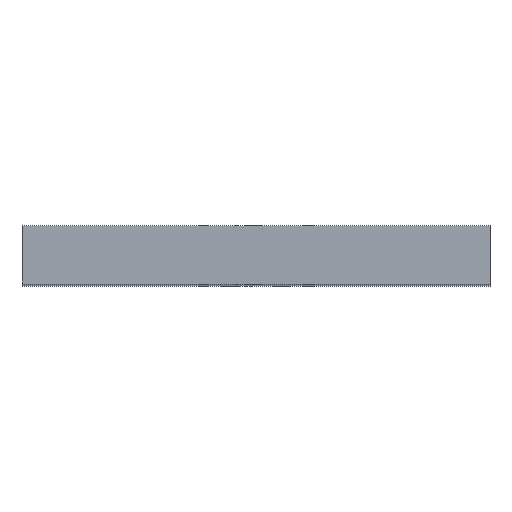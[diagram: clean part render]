
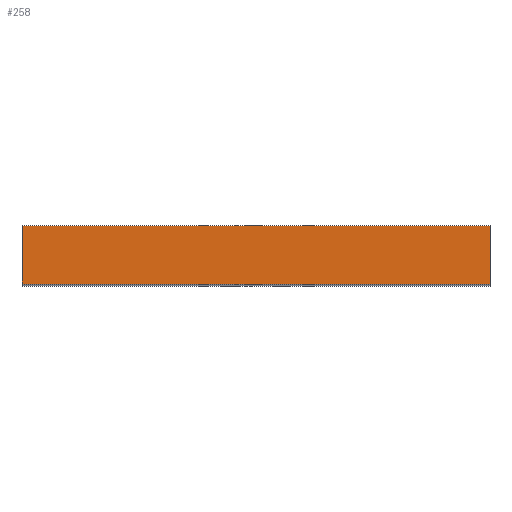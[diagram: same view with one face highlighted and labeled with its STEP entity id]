
A CAD part, top view. The second image highlights one B-rep face of the part: STEP entity #258.
In plain terms, the highlighted planar face has unit normal (0, 0, 1).
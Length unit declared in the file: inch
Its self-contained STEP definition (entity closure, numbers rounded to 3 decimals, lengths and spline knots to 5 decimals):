
#5 = CARTESIAN_POINT ( 'NONE',  ( 0., 0., 12. ) ) ;
#9 = DIRECTION ( 'NONE',  ( 0., 1., 0. ) ) ;
#17 = DIRECTION ( 'NONE',  ( 0., 0., -1. ) ) ;
#49 = CARTESIAN_POINT ( 'NONE',  ( 4., 0., 12. ) ) ;
#78 = DIRECTION ( 'NONE',  ( -1., 0., 0. ) ) ;
#79 = CARTESIAN_POINT ( 'NONE',  ( 4., -0.5, 12. ) ) ;
#84 = CARTESIAN_POINT ( 'NONE',  ( 0., 0., 12. ) ) ;
#147 = DIRECTION ( 'NONE',  ( 1., 0., 0. ) ) ;
#149 = DIRECTION ( 'NONE',  ( 0., -1., 0. ) ) ;
#167 = CARTESIAN_POINT ( 'NONE',  ( 4., -0.5, 12. ) ) ;
#194 = CARTESIAN_POINT ( 'NONE',  ( 0., -0.5, 12. ) ) ;
#196 = PLANE ( 'NONE',  #462 ) ;
#197 = DIRECTION ( 'NONE',  ( -1., 0., 0. ) ) ;
#258 = ADVANCED_FACE ( 'NONE', ( #665 ), #196, .F. ) ;
#274 = VERTEX_POINT ( 'NONE', #79 ) ;
#300 = CARTESIAN_POINT ( 'NONE',  ( 4., 0., 12. ) ) ;
#321 = CARTESIAN_POINT ( 'NONE',  ( 0., -0.5, 12. ) ) ;
#334 = CARTESIAN_POINT ( 'NONE',  ( 0., 0., 12. ) ) ;
#376 = EDGE_CURVE ( 'NONE', #646, #565, #667, .T. ) ;
#383 = EDGE_CURVE ( 'NONE', #274, #646, #706, .T. ) ;
#387 = EDGE_CURVE ( 'NONE', #532, #274, #742, .T. ) ;
#407 = EDGE_CURVE ( 'NONE', #565, #532, #690, .T. ) ;
#462 = AXIS2_PLACEMENT_3D ( 'NONE', #84, #17, #197 ) ;
#529 = ORIENTED_EDGE ( 'NONE', *, *, #387, .T. ) ;
#532 = VERTEX_POINT ( 'NONE', #321 ) ;
#536 = ORIENTED_EDGE ( 'NONE', *, *, #407, .T. ) ;
#548 = ORIENTED_EDGE ( 'NONE', *, *, #383, .T. ) ;
#565 = VERTEX_POINT ( 'NONE', #334 ) ;
#568 = ORIENTED_EDGE ( 'NONE', *, *, #376, .T. ) ;
#595 = VECTOR ( 'NONE', #78, 39.37008 ) ;
#646 = VERTEX_POINT ( 'NONE', #300 ) ;
#665 = FACE_OUTER_BOUND ( 'NONE', #844, .T. ) ;
#667 = LINE ( 'NONE', #5, #595 ) ;
#676 = VECTOR ( 'NONE', #9, 39.37008 ) ;
#690 = LINE ( 'NONE', #194, #738 ) ;
#706 = LINE ( 'NONE', #49, #676 ) ;
#725 = VECTOR ( 'NONE', #147, 39.37008 ) ;
#738 = VECTOR ( 'NONE', #149, 39.37008 ) ;
#742 = LINE ( 'NONE', #167, #725 ) ;
#844 = EDGE_LOOP ( 'NONE', ( #536, #529, #548, #568 ) ) ;
